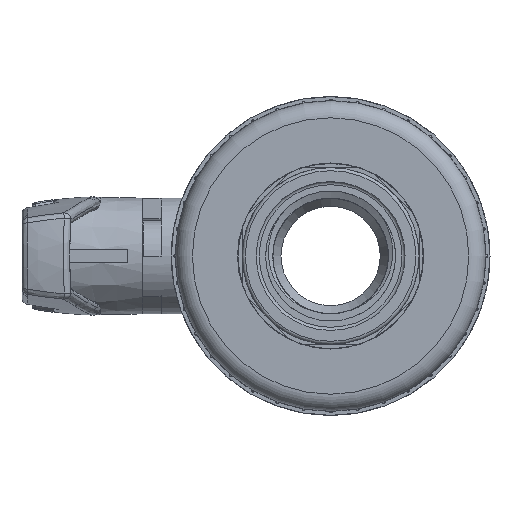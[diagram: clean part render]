
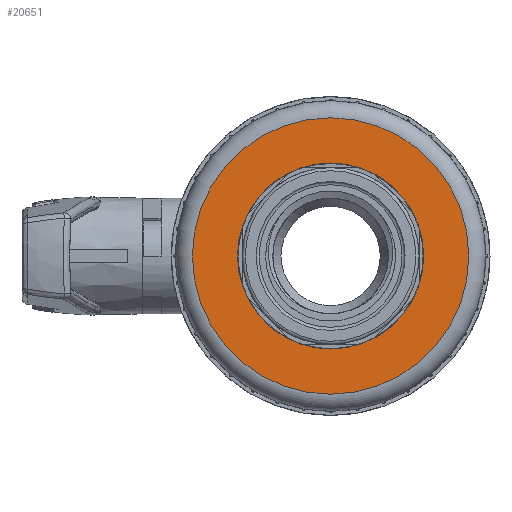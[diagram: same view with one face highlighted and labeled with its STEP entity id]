
A CAD part, left-side view. The second image highlights one B-rep face of the part: STEP entity #20651.
In plain terms, the highlighted planar face has unit normal (-1, 0, 0).
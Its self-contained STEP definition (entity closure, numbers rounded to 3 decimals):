
#1208=FACE_BOUND('',#3417,.T.);
#1438=PLANE('',#22406);
#2195=FACE_OUTER_BOUND('',#3416,.T.);
#3416=EDGE_LOOP('',(#15684));
#3417=EDGE_LOOP('',(#15685));
#7760=CIRCLE('',#22407,22.277);
#7761=CIRCLE('',#22408,15.);
#9051=VERTEX_POINT('',#39422);
#9052=VERTEX_POINT('',#39424);
#11523=EDGE_CURVE('',#9051,#9051,#7760,.T.);
#11524=EDGE_CURVE('',#9052,#9052,#7761,.T.);
#15684=ORIENTED_EDGE('',*,*,#11523,.T.);
#15685=ORIENTED_EDGE('',*,*,#11524,.T.);
#20651=ADVANCED_FACE('',(#2195,#1208),#1438,.F.);
#22406=AXIS2_PLACEMENT_3D('',#39421,#25903,#25904);
#22407=AXIS2_PLACEMENT_3D('',#39423,#25905,#25906);
#22408=AXIS2_PLACEMENT_3D('',#39425,#25907,#25908);
#25903=DIRECTION('center_axis',(1.,0.,0.));
#25904=DIRECTION('ref_axis',(0.,1.,0.));
#25905=DIRECTION('center_axis',(-1.,0.,0.));
#25906=DIRECTION('ref_axis',(0.,1.,0.));
#25907=DIRECTION('center_axis',(1.,0.,0.));
#25908=DIRECTION('ref_axis',(0.,1.,0.));
#39421=CARTESIAN_POINT('Origin',(-980.84,23.76,0.));
#39422=CARTESIAN_POINT('',(-980.84,-23.527,0.));
#39423=CARTESIAN_POINT('Origin',(-980.84,-1.25,0.));
#39424=CARTESIAN_POINT('',(-980.84,-1.25,15.));
#39425=CARTESIAN_POINT('Origin',(-980.84,-1.25,0.));
